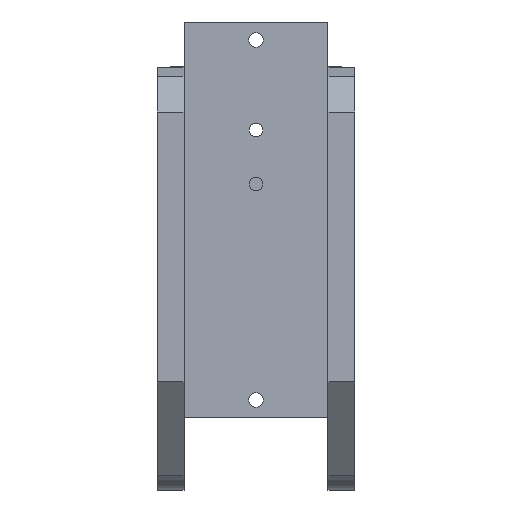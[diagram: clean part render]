
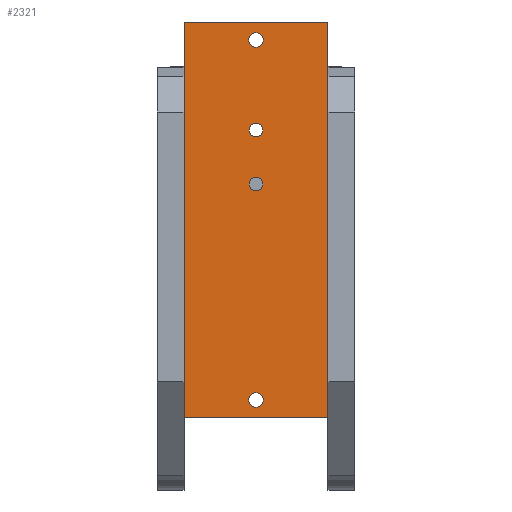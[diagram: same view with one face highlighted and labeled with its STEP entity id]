
A CAD part, front view. The second image highlights one B-rep face of the part: STEP entity #2321.
In plain terms, the highlighted planar face has unit normal (0, -1, 0).
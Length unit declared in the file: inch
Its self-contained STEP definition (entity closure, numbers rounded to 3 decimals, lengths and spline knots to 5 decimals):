
#290 = EDGE_CURVE ( 'NONE', #2266, #2267, #870, .T. ) ;
#291 = EDGE_CURVE ( 'NONE', #2306, #2303, #865, .T. ) ;
#292 = ORIENTED_EDGE ( 'NONE', *, *, #2304, .T. ) ;
#293 = ORIENTED_EDGE ( 'NONE', *, *, #2331, .T. ) ;
#294 = EDGE_LOOP ( 'NONE', ( #295, #292 ) ) ;
#295 = ORIENTED_EDGE ( 'NONE', *, *, #291, .T. ) ;
#306 = ORIENTED_EDGE ( 'NONE', *, *, #307, .T. ) ;
#307 = EDGE_CURVE ( 'NONE', #2328, #2312, #901, .T. ) ;
#330 = ORIENTED_EDGE ( 'NONE', *, *, #2265, .T. ) ;
#331 = EDGE_LOOP ( 'NONE', ( #306, #293 ) ) ;
#337 = ORIENTED_EDGE ( 'NONE', *, *, #2372, .F. ) ;
#338 = ORIENTED_EDGE ( 'NONE', *, *, #2300, .F. ) ;
#862 = DIRECTION ( 'NONE',  ( 0., 0., 1. ) ) ;
#863 = DIRECTION ( 'NONE',  ( 0., 1., 0. ) ) ;
#864 = AXIS2_PLACEMENT_3D ( 'NONE', #871, #863, #862 ) ;
#865 = CIRCLE ( 'NONE', #864, 0.20315 ) ;
#866 = DIRECTION ( 'NONE',  ( 0., 0., 1. ) ) ;
#867 = DIRECTION ( 'NONE',  ( 0., 1., 0. ) ) ;
#868 = CARTESIAN_POINT ( 'NONE',  ( -1., 0., 0. ) ) ;
#869 = AXIS2_PLACEMENT_3D ( 'NONE', #868, #867, #866 ) ;
#870 = CIRCLE ( 'NONE', #869, 0.1875 ) ;
#871 = CARTESIAN_POINT ( 'NONE',  ( -5., 0., 0. ) ) ;
#897 = DIRECTION ( 'NONE',  ( 0., 0., 1. ) ) ;
#898 = DIRECTION ( 'NONE',  ( 0., 1., 0. ) ) ;
#899 = CARTESIAN_POINT ( 'NONE',  ( 5., 0., 0. ) ) ;
#900 = AXIS2_PLACEMENT_3D ( 'NONE', #899, #898, #897 ) ;
#901 = CIRCLE ( 'NONE', #900, 0.20315 ) ;
#1201 = DIRECTION ( 'NONE',  ( 1., 0., 0. ) ) ;
#1202 = VECTOR ( 'NONE', #1201, 39.37008 ) ;
#1203 = CARTESIAN_POINT ( 'NONE',  ( -5.5, 0., 2. ) ) ;
#1204 = LINE ( 'NONE', #1203, #1202 ) ;
#1214 = CARTESIAN_POINT ( 'NONE',  ( 5.5, 0., 2. ) ) ;
#1266 = CARTESIAN_POINT ( 'NONE',  ( -1., 0., -0.1875 ) ) ;
#1267 = CARTESIAN_POINT ( 'NONE',  ( -1., 0., 0.1875 ) ) ;
#1268 = DIRECTION ( 'NONE',  ( 0., 0., 1. ) ) ;
#1269 = DIRECTION ( 'NONE',  ( 0., 1., 0. ) ) ;
#1270 = CARTESIAN_POINT ( 'NONE',  ( -1., 0., 0. ) ) ;
#1271 = AXIS2_PLACEMENT_3D ( 'NONE', #1270, #1269, #1268 ) ;
#1272 = CIRCLE ( 'NONE', #1271, 0.1875 ) ;
#1277 = CARTESIAN_POINT ( 'NONE',  ( -2.5, 0., -0.1875 ) ) ;
#1318 = CARTESIAN_POINT ( 'NONE',  ( -2.5, 0., 0.1875 ) ) ;
#1327 = CARTESIAN_POINT ( 'NONE',  ( 5.5, 0., -2. ) ) ;
#1338 = CARTESIAN_POINT ( 'NONE',  ( -5., 0., -0.20315 ) ) ;
#1340 = DIRECTION ( 'NONE',  ( 0., 0., -1. ) ) ;
#1341 = VECTOR ( 'NONE', #1340, 39.37008 ) ;
#1342 = CARTESIAN_POINT ( 'NONE',  ( 5.5, 0., -2. ) ) ;
#1343 = LINE ( 'NONE', #1342, #1341 ) ;
#1350 = DIRECTION ( 'NONE',  ( 0., 0., 1. ) ) ;
#1351 = DIRECTION ( 'NONE',  ( 0., 1., 0. ) ) ;
#1352 = CARTESIAN_POINT ( 'NONE',  ( -2.5, 0., 0. ) ) ;
#1353 = AXIS2_PLACEMENT_3D ( 'NONE', #1352, #1351, #1350 ) ;
#1354 = CIRCLE ( 'NONE', #1353, 0.1875 ) ;
#1361 = DIRECTION ( 'NONE',  ( 0., 0., 1. ) ) ;
#1362 = VECTOR ( 'NONE', #1361, 39.37008 ) ;
#1363 = CARTESIAN_POINT ( 'NONE',  ( -5.5, 0., -2. ) ) ;
#1364 = LINE ( 'NONE', #1363, #1362 ) ;
#1371 = CIRCLE ( 'NONE', #1434, 0.1875 ) ;
#1383 = CARTESIAN_POINT ( 'NONE',  ( 5., 0., -0.20315 ) ) ;
#1394 = CARTESIAN_POINT ( 'NONE',  ( -5., 0., 0.20315 ) ) ;
#1395 = DIRECTION ( 'NONE',  ( 0., 0., 1. ) ) ;
#1396 = DIRECTION ( 'NONE',  ( 0., 1., 0. ) ) ;
#1397 = CARTESIAN_POINT ( 'NONE',  ( -5., 0., 0. ) ) ;
#1398 = AXIS2_PLACEMENT_3D ( 'NONE', #1397, #1396, #1395 ) ;
#1399 = CIRCLE ( 'NONE', #1398, 0.20315 ) ;
#1414 = DIRECTION ( 'NONE',  ( 0., 0., 1. ) ) ;
#1415 = DIRECTION ( 'NONE',  ( 0., 1., 0. ) ) ;
#1416 = CARTESIAN_POINT ( 'NONE',  ( 5., 0., 0. ) ) ;
#1417 = AXIS2_PLACEMENT_3D ( 'NONE', #1416, #1415, #1414 ) ;
#1418 = CIRCLE ( 'NONE', #1417, 0.20315 ) ;
#1420 = CARTESIAN_POINT ( 'NONE',  ( 5., 0., 0.20315 ) ) ;
#1421 = DIRECTION ( 'NONE',  ( 0., 0., 1. ) ) ;
#1422 = DIRECTION ( 'NONE',  ( 0., 1., 0. ) ) ;
#1423 = CARTESIAN_POINT ( 'NONE',  ( -5.5, 0., 2. ) ) ;
#1424 = AXIS2_PLACEMENT_3D ( 'NONE', #1423, #1422, #1421 ) ;
#1425 = PLANE ( 'NONE',  #1424 ) ;
#1426 = FACE_OUTER_BOUND ( 'NONE', #2223, .T. ) ;
#1427 = FACE_BOUND ( 'NONE', #294, .T. ) ;
#1428 = FACE_BOUND ( 'NONE', #331, .T. ) ;
#1429 = FACE_BOUND ( 'NONE', #2323, .T. ) ;
#1430 = FACE_BOUND ( 'NONE', #2322, .T. ) ;
#1431 = DIRECTION ( 'NONE',  ( 0., 0., 1. ) ) ;
#1432 = DIRECTION ( 'NONE',  ( 0., 1., 0. ) ) ;
#1433 = CARTESIAN_POINT ( 'NONE',  ( -2.5, 0., 0. ) ) ;
#1434 = AXIS2_PLACEMENT_3D ( 'NONE', #1433, #1432, #1431 ) ;
#1469 = DIRECTION ( 'NONE',  ( -1., 0., 0. ) ) ;
#1470 = VECTOR ( 'NONE', #1469, 39.37008 ) ;
#1471 = CARTESIAN_POINT ( 'NONE',  ( -5.5, 0., -2. ) ) ;
#1472 = LINE ( 'NONE', #1471, #1470 ) ;
#1487 = CARTESIAN_POINT ( 'NONE',  ( -5.5, 0., 2. ) ) ;
#1488 = CARTESIAN_POINT ( 'NONE',  ( -5.5, 0., -2. ) ) ;
#2207 = VERTEX_POINT ( 'NONE', #1214 ) ;
#2214 = EDGE_CURVE ( 'NONE', #2365, #2207, #1204, .T. ) ;
#2223 = EDGE_LOOP ( 'NONE', ( #2224, #337, #338, #2242 ) ) ;
#2224 = ORIENTED_EDGE ( 'NONE', *, *, #2293, .F. ) ;
#2229 = ORIENTED_EDGE ( 'NONE', *, *, #290, .T. ) ;
#2242 = ORIENTED_EDGE ( 'NONE', *, *, #2214, .F. ) ;
#2262 = VERTEX_POINT ( 'NONE', #1277 ) ;
#2265 = EDGE_CURVE ( 'NONE', #2267, #2266, #1272, .T. ) ;
#2266 = VERTEX_POINT ( 'NONE', #1267 ) ;
#2267 = VERTEX_POINT ( 'NONE', #1266 ) ;
#2270 = VERTEX_POINT ( 'NONE', #1327 ) ;
#2273 = VERTEX_POINT ( 'NONE', #1318 ) ;
#2293 = EDGE_CURVE ( 'NONE', #2364, #2365, #1364, .T. ) ;
#2295 = EDGE_CURVE ( 'NONE', #2262, #2273, #1354, .T. ) ;
#2300 = EDGE_CURVE ( 'NONE', #2207, #2270, #1343, .T. ) ;
#2303 = VERTEX_POINT ( 'NONE', #1338 ) ;
#2304 = EDGE_CURVE ( 'NONE', #2303, #2306, #1399, .T. ) ;
#2306 = VERTEX_POINT ( 'NONE', #1394 ) ;
#2312 = VERTEX_POINT ( 'NONE', #1383 ) ;
#2318 = ORIENTED_EDGE ( 'NONE', *, *, #2295, .T. ) ;
#2319 = EDGE_CURVE ( 'NONE', #2273, #2262, #1371, .T. ) ;
#2321 = ADVANCED_FACE ( 'NONE', ( #1430, #1429, #1428, #1427, #1426 ), #1425, .F. ) ;
#2322 = EDGE_LOOP ( 'NONE', ( #2325, #2318 ) ) ;
#2323 = EDGE_LOOP ( 'NONE', ( #2229, #330 ) ) ;
#2325 = ORIENTED_EDGE ( 'NONE', *, *, #2319, .T. ) ;
#2328 = VERTEX_POINT ( 'NONE', #1420 ) ;
#2331 = EDGE_CURVE ( 'NONE', #2312, #2328, #1418, .T. ) ;
#2364 = VERTEX_POINT ( 'NONE', #1488 ) ;
#2365 = VERTEX_POINT ( 'NONE', #1487 ) ;
#2372 = EDGE_CURVE ( 'NONE', #2270, #2364, #1472, .T. ) ;
